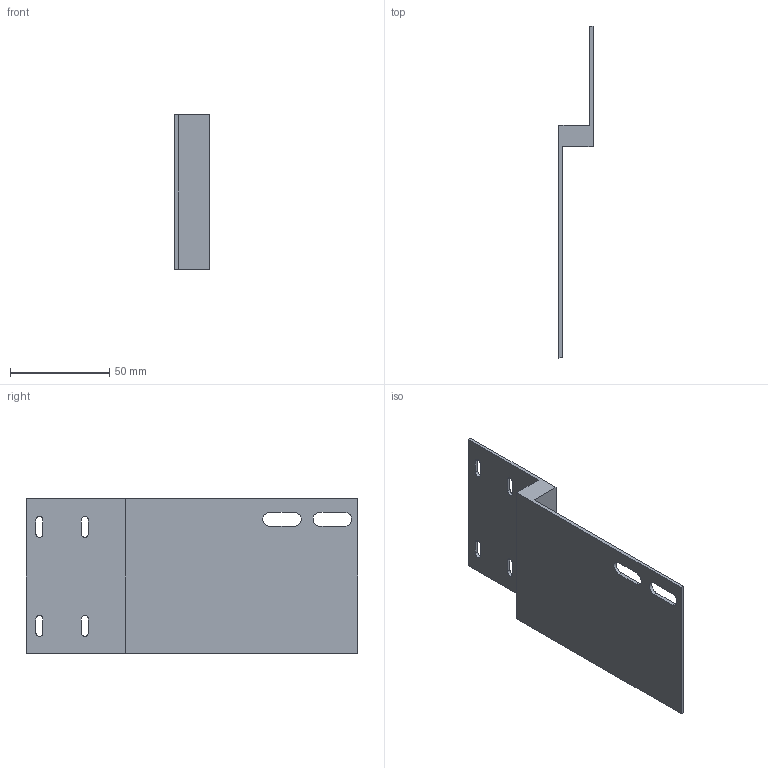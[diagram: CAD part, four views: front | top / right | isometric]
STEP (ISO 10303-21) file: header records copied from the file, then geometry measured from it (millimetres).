
FILE_DESCRIPTION(/* description */ (''),/* implementation_level */ '2;1');
FILE_NAME(/* name */ 'SSC014.step',/* time_stamp */ '2025-06-16T17:10:14-04:00',/* author */ (''),/* organization */ (''),/* preprocessor_version */ 'ST-DEVELOPER v20.1',/* originating_system */ 'Autodesk Translation Framework v14.10.0.0',/* authorisation */ '');
FILE_SCHEMA (('AUTOMOTIVE_DESIGN { 1 0 10303 214 3 1 1 }'));
Length unit declared in the file: millimetre
Products named in the file (1): SSC014
Bounding box: 17.3 x 167.49 x 78 mm (x, y, z)
Volume: 35302.8 mm3; surface area: 29312.7 mm2
Topology: 1 solids, 1 shells, 34 faces, 100 edges, 68 vertices
Faces by surface type: plane 22, cylinder 12
Entity records: 1197 total; most frequent: CARTESIAN_POINT 203, ORIENTED_EDGE 200, DIRECTION 194, EDGE_CURVE 100, LINE 76, VECTOR 76, VERTEX_POINT 68, AXIS2_PLACEMENT_3D 59
